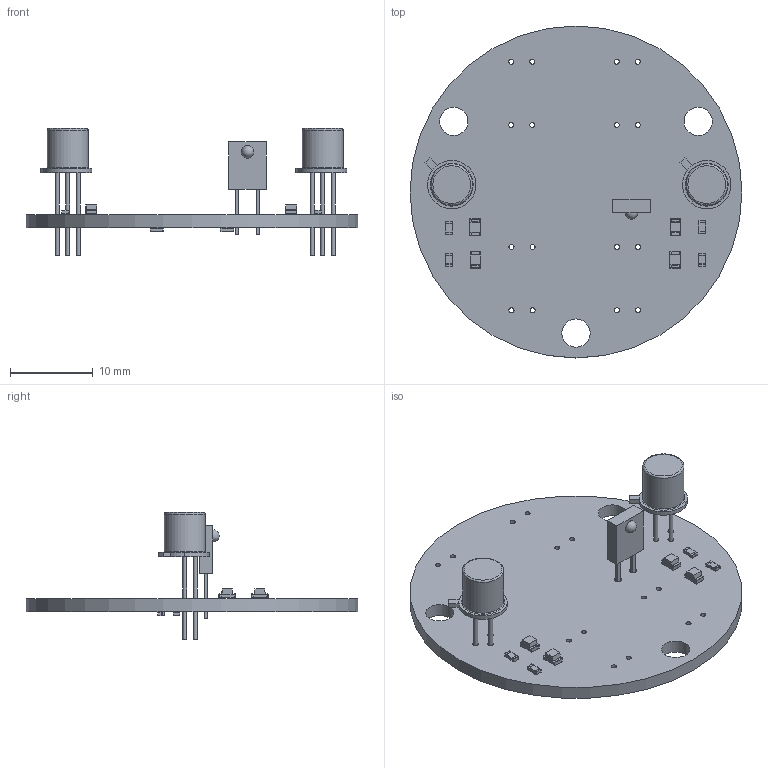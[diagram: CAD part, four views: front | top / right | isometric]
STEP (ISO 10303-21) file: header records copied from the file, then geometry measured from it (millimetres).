
FILE_DESCRIPTION(('KiCad electronic assembly'),'2;1');
FILE_NAME('probe_receiver.step','2025-04-20T23:04:16',('Pcbnew'),( 'Kicad'),'Open CASCADE STEP processor 7.6','KiCad to STEP converter' ,'Unknown');
FILE_SCHEMA(('AUTOMOTIVE_DESIGN { 1 0 10303 214 1 1 1 1 }'));
Length unit declared in the file: millimetre
Products named in the file (12): probe_receiver 1; R_0603_1608Metric; SOLID; LED_0805_2012Metric; TO-18-3; LED_SideEmitter_Rectangular_W4.5mm_H1.6mm; R_0201_0603Metric; probe_receiver PCB
Assembly tree (21 placements, depth 3):
  probe_receiver 1
    R_0603_1608Metric  x7
      SOLID
    LED_0805_2012Metric  x4
      SOLID
    TO-18-3  x2
      SOLID
    LED_SideEmitter_Rectangular_W4.5mm_H1.6mm
      SOLID
    R_0201_0603Metric
      SOLID
    probe_receiver PCB
Bounding box: 40 x 40 x 15.33 mm (x, y, z)
Volume: 2234.2 mm3; surface area: 3324.3 mm2
Topology: 16 solids, 16 shells, 495 faces, 1274 edges, 822 vertices
Faces by surface type: plane 352, cylinder 136, revolution 4, cone 2, sphere 1
Full cylindrical faces by diameter (mm): 0.48 x6, 0.61 x16, 0.7 x6, 0.9 x2, 3.4 x3, 4.95 x2, 40 x1
Entity records: 12142 total; most frequent: CARTESIAN_POINT 1959, DIRECTION 1761, LINE 1041, VECTOR 1041, ORIENTED_EDGE 856, PCURVE 856, DEFINITIONAL_REPRESENTATION 856, EDGE_CURVE 428
